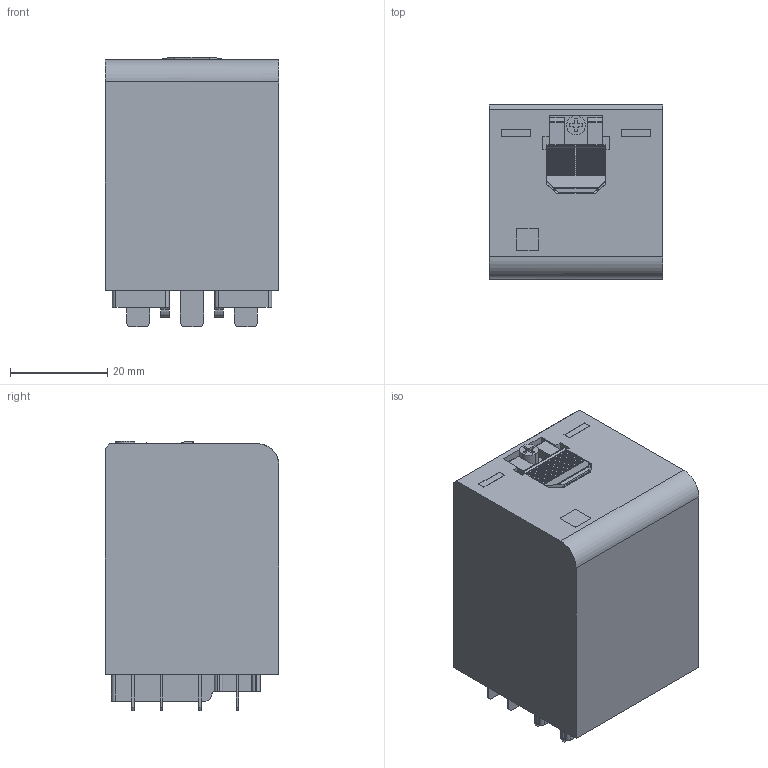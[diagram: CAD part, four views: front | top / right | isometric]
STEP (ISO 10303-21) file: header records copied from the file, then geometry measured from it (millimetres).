
FILE_DESCRIPTION(('CATIA V5R24 STEP','CAx-IF Rec.Pracs.--- Model Styling and Organization---1.2---2011-12-15'),'2;1');
FILE_NAME ('6899381_5', '2017-11-28T12:28:59+00:00', ('Weidmueller Interface'), ('Weidmueller'), 'CATIA Version 5-6 Release 2014 SP4', 'CATIA V5 STEP AP214', 'none');
FILE_SCHEMA(('AUTOMOTIVE_DESIGN { 1 0 10303 214 1 1 1 1 }'));
Length unit declared in the file: millimetre
Products named in the file (1): S3D_DRW370_XXX
Bounding box: 35.8 x 35.8 x 55.54 mm (x, y, z)
Volume: 61582.9 mm3; surface area: 11770.5 mm2
Topology: 13 solids, 13 shells, 300 faces, 812 edges, 547 vertices
Faces by surface type: plane 226, cylinder 67, extrusion 7
Entity records: 9615 total; most frequent: CARTESIAN_POINT 2271, ORIENTED_EDGE 1624, DIRECTION 1116, EDGE_CURVE 812, VECTOR 607, LINE 600, VERTEX_POINT 547, EDGE_LOOP 310
